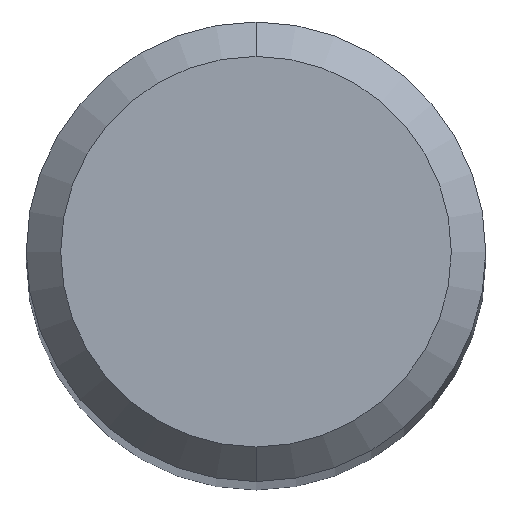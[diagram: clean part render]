
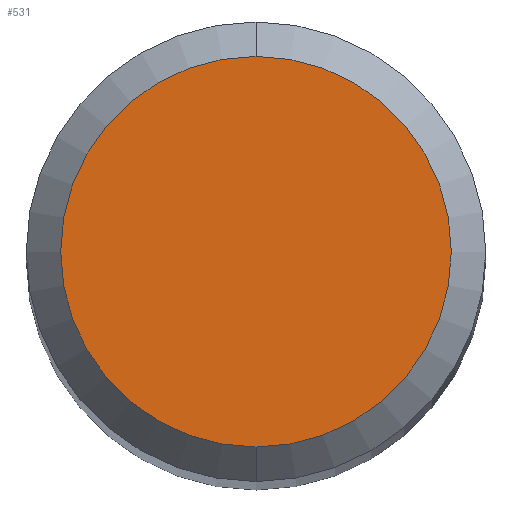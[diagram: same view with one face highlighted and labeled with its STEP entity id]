
A CAD part, top view. The second image highlights one B-rep face of the part: STEP entity #531.
In plain terms, the highlighted planar face has unit normal (0, 0, 1).
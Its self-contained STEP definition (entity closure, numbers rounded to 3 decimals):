
#489=EDGE_CURVE('',#885,#553,#1273,.T.);
#531=ADVANCED_FACE('',(#1322),#1323,.T.);
#553=VERTEX_POINT('',#1347);
#847=EDGE_CURVE('',#553,#885,#1664,.T.);
#885=VERTEX_POINT('',#1706);
#1273=CIRCLE('',#2412,1.7);
#1322=FACE_OUTER_BOUND('',#2611,.T.);
#1323=PLANE('',#2612);
#1347=CARTESIAN_POINT('',(0.0,1.7,0.0));
#1664=CIRCLE('',#3847,1.7);
#1706=CARTESIAN_POINT('',(0.,-1.7,0.0));
#2412=AXIS2_PLACEMENT_3D('',#5156,#5157,#5158);
#2611=EDGE_LOOP('',(#5239,#5240));
#2612=AXIS2_PLACEMENT_3D('',#5241,#5242,#5243);
#3847=AXIS2_PLACEMENT_3D('',#5570,#5571,#5572);
#5156=CARTESIAN_POINT('',(0.0,0.0,0.0));
#5157=DIRECTION('',(0.0,0.0,-1.0));
#5158=DIRECTION('',(0.0,1.0,0.0));
#5239=ORIENTED_EDGE('',*,*,#847,.F.);
#5240=ORIENTED_EDGE('',*,*,#489,.F.);
#5241=CARTESIAN_POINT('',(0.0,0.85,0.0));
#5242=DIRECTION('',(-0.0,0.0,1.0));
#5243=DIRECTION('',(0.0,-1.0,0.0));
#5570=CARTESIAN_POINT('',(0.0,0.0,0.0));
#5571=DIRECTION('',(0.0,0.0,-1.0));
#5572=DIRECTION('',(0.0,1.0,0.0));
